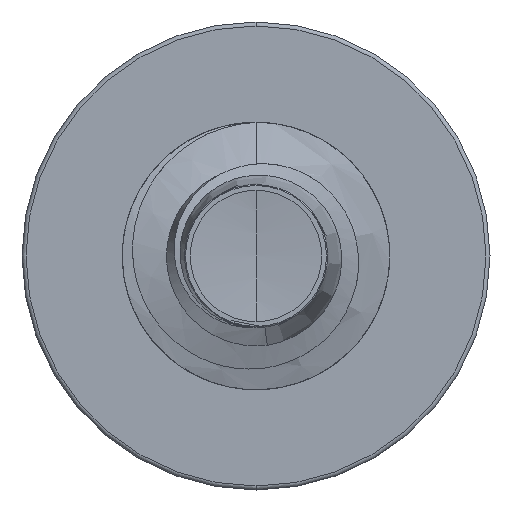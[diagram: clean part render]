
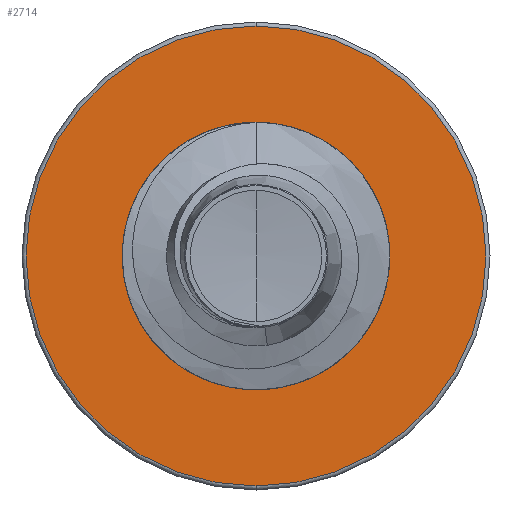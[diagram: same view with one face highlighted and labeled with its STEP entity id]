
A CAD part, front view. The second image highlights one B-rep face of the part: STEP entity #2714.
In plain terms, the highlighted planar face has unit normal (0, -1, 0).
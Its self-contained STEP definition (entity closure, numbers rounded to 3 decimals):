
#85 = CARTESIAN_POINT ( 'NONE',  ( 0., 22.5, -2.842 ) ) ;
#158 = CARTESIAN_POINT ( 'NONE',  ( 0., 22.5, 2.842 ) ) ;
#196 = ORIENTED_EDGE ( 'NONE', *, *, #16257, .T. ) ;
#697 = AXIS2_PLACEMENT_3D ( 'NONE', #9760, #24160, #12103 ) ;
#2223 = FACE_BOUND ( 'NONE', #11326, .T. ) ;
#2714 = ADVANCED_FACE ( 'NONE', ( #23904, #2223 ), #24976, .F. ) ;
#3136 = DIRECTION ( 'NONE',  ( 0., 1., 0. ) ) ;
#5075 = CARTESIAN_POINT ( 'NONE',  ( 0., 22.5, -5.16 ) ) ;
#5137 = CIRCLE ( 'NONE', #697, 5.16 ) ;
#6726 = ORIENTED_EDGE ( 'NONE', *, *, #14656, .T. ) ;
#8008 = CARTESIAN_POINT ( 'NONE',  ( 0., 22.5, 5.16 ) ) ;
#8589 = DIRECTION ( 'NONE',  ( 0., 1., 0. ) ) ;
#9194 = CARTESIAN_POINT ( 'NONE',  ( 0., 22.5, 0. ) ) ;
#9760 = CARTESIAN_POINT ( 'NONE',  ( 0., 22.5, 0. ) ) ;
#10310 = AXIS2_PLACEMENT_3D ( 'NONE', #16808, #3136, #18817 ) ;
#11326 = EDGE_LOOP ( 'NONE', ( #196, #6726 ) ) ;
#11520 = DIRECTION ( 'NONE',  ( 0., 0., 1. ) ) ;
#12103 = DIRECTION ( 'NONE',  ( 0., 0., 1. ) ) ;
#12176 = ORIENTED_EDGE ( 'NONE', *, *, #27355, .F. ) ;
#14656 = EDGE_CURVE ( 'NONE', #17990, #20884, #15222, .T. ) ;
#15222 = CIRCLE ( 'NONE', #20398, 2.842 ) ;
#15732 = VERTEX_POINT ( 'NONE', #8008 ) ;
#16257 = EDGE_CURVE ( 'NONE', #20884, #17990, #22083, .T. ) ;
#16808 = CARTESIAN_POINT ( 'NONE',  ( 0., 22.5, 0. ) ) ;
#17180 = EDGE_LOOP ( 'NONE', ( #12176, #22975 ) ) ;
#17841 = CARTESIAN_POINT ( 'NONE',  ( 0., 22.5, -2.842 ) ) ;
#17990 = VERTEX_POINT ( 'NONE', #85 ) ;
#18614 = EDGE_CURVE ( 'NONE', #25162, #15732, #21750, .T. ) ;
#18817 = DIRECTION ( 'NONE',  ( 0., 0., 1. ) ) ;
#19875 = AXIS2_PLACEMENT_3D ( 'NONE', #21292, #8589, #23200 ) ;
#20398 = AXIS2_PLACEMENT_3D ( 'NONE', #9194, #23688, #11520 ) ;
#20884 = VERTEX_POINT ( 'NONE', #158 ) ;
#21264 = DIRECTION ( 'NONE',  ( 0., 0., 1. ) ) ;
#21271 = DIRECTION ( 'NONE',  ( 0., 1., 0. ) ) ;
#21292 = CARTESIAN_POINT ( 'NONE',  ( 0., 22.5, 0. ) ) ;
#21750 = CIRCLE ( 'NONE', #10310, 5.16 ) ;
#22083 = CIRCLE ( 'NONE', #19875, 2.842 ) ;
#22975 = ORIENTED_EDGE ( 'NONE', *, *, #18614, .F. ) ;
#23200 = DIRECTION ( 'NONE',  ( 0., 0., 1. ) ) ;
#23688 = DIRECTION ( 'NONE',  ( 0., 1., 0. ) ) ;
#23904 = FACE_OUTER_BOUND ( 'NONE', #17180, .T. ) ;
#24160 = DIRECTION ( 'NONE',  ( 0., 1., 0. ) ) ;
#24976 = PLANE ( 'NONE',  #27123 ) ;
#25162 = VERTEX_POINT ( 'NONE', #5075 ) ;
#27123 = AXIS2_PLACEMENT_3D ( 'NONE', #17841, #21271, #21264 ) ;
#27355 = EDGE_CURVE ( 'NONE', #15732, #25162, #5137, .T. ) ;
